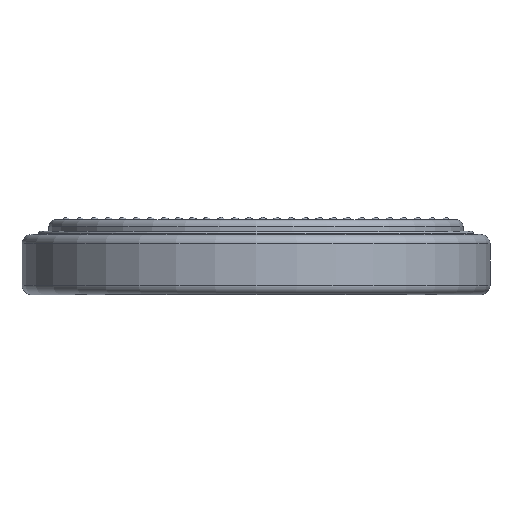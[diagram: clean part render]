
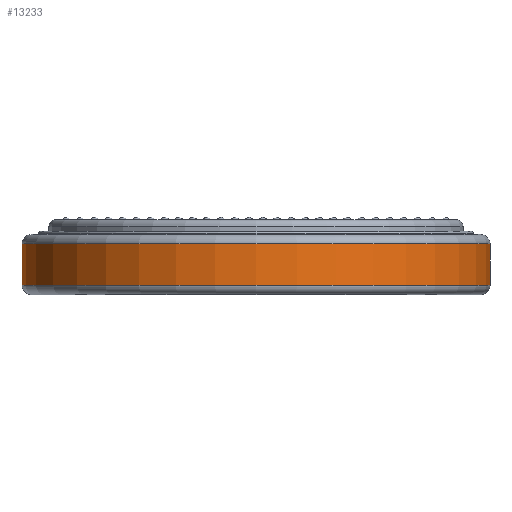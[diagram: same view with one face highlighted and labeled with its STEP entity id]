
A CAD part, front view. The second image highlights one B-rep face of the part: STEP entity #13233.
In plain terms, the highlighted cylindrical face has radius 10 mm (diameter 20 mm), a full revolution.
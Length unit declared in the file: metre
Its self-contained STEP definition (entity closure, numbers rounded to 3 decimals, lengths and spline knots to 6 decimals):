
#4180=ORIENTED_EDGE('',*,*,#6759,.T.);
#4181=ORIENTED_EDGE('',*,*,#6760,.T.);
#6759=EDGE_CURVE('',#8357,#8357,#9346,.F.);
#6760=EDGE_CURVE('',#8358,#8358,#9347,.T.);
#8357=VERTEX_POINT('',#21373);
#8358=VERTEX_POINT('',#21375);
#9346=CIRCLE('',#14868,0.01);
#9347=CIRCLE('',#14869,0.01);
#10609=EDGE_LOOP('',(#4180));
#10610=EDGE_LOOP('',(#4181));
#12238=FACE_BOUND('',#10609,.T.);
#12239=FACE_BOUND('',#10610,.T.);
#12612=CYLINDRICAL_SURFACE('',#14867,0.01);
#13233=ADVANCED_FACE('',(#12238,#12239),#12612,.T.);
#14867=AXIS2_PLACEMENT_3D('',#21371,#17742,#17743);
#14868=AXIS2_PLACEMENT_3D('',#21372,#17744,#17745);
#14869=AXIS2_PLACEMENT_3D('',#21374,#17746,#17747);
#17742=DIRECTION('',(0.,0.,-1.));
#17743=DIRECTION('',(-1.,0.,0.));
#17744=DIRECTION('',(0.,0.,1.));
#17745=DIRECTION('',(1.,0.,0.));
#17746=DIRECTION('',(0.,0.,1.));
#17747=DIRECTION('',(1.,0.,0.));
#21371=CARTESIAN_POINT('',(0.,0.,0.00257));
#21372=CARTESIAN_POINT('',(0.,0.,0.00217));
#21373=CARTESIAN_POINT('',(0.01,0.,0.00217));
#21374=CARTESIAN_POINT('',(0.,0.,0.0004));
#21375=CARTESIAN_POINT('',(0.01,0.,0.0004));
